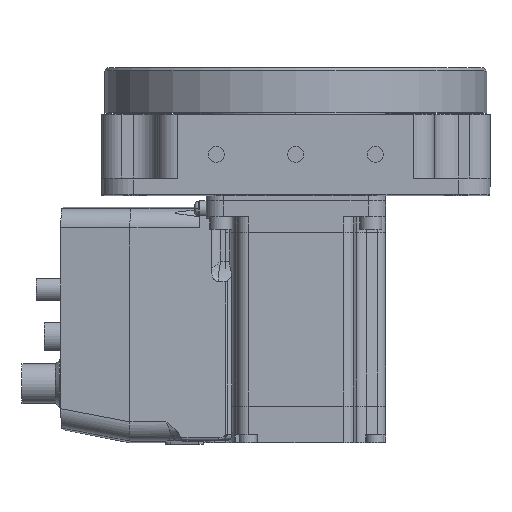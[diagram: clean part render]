
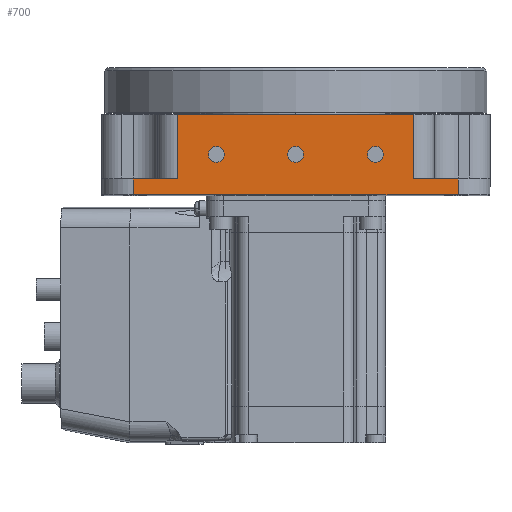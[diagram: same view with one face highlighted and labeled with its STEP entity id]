
A CAD part, top view. The second image highlights one B-rep face of the part: STEP entity #700.
In plain terms, the highlighted planar face has unit normal (0, 0, 1).
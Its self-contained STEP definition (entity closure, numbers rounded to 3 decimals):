
#263 = CARTESIAN_POINT ( 'NONE',  ( 37.1, 36.8, 61. ) ) ;
#700 = ADVANCED_FACE ( 'NONE', ( #1462, #5731, #22073, #5479 ), #20095, .F. ) ;
#775 = EDGE_CURVE ( 'NONE', #24686, #19200, #12309, .T. ) ;
#1424 = DIRECTION ( 'NONE',  ( 1., 0., 0. ) ) ;
#1462 = FACE_BOUND ( 'NONE', #23483, .T. ) ;
#1598 = VECTOR ( 'NONE', #17574, 1000. ) ;
#1904 = EDGE_CURVE ( 'NONE', #16666, #22816, #25009, .T. ) ;
#2078 = AXIS2_PLACEMENT_3D ( 'NONE', #6778, #2898, #15242 ) ;
#2898 = DIRECTION ( 'NONE',  ( 0., 0., 1. ) ) ;
#3542 = CIRCLE ( 'NONE', #24922, 2.5 ) ;
#4021 = EDGE_CURVE ( 'NONE', #15526, #24686, #15021, .T. ) ;
#4293 = VECTOR ( 'NONE', #25944, 1000. ) ;
#4329 = CARTESIAN_POINT ( 'NONE',  ( 27.5, 12.7, 61. ) ) ;
#4589 = DIRECTION ( 'NONE',  ( 1., 0., 0. ) ) ;
#4663 = CARTESIAN_POINT ( 'NONE',  ( 2.5, 12.7, 61. ) ) ;
#4800 = LINE ( 'NONE', #10456, #9732 ) ;
#4924 = EDGE_LOOP ( 'NONE', ( #9146, #23086 ) ) ;
#4971 = EDGE_CURVE ( 'NONE', #25186, #8296, #11209, .T. ) ;
#5193 = VECTOR ( 'NONE', #1424, 1000. ) ;
#5230 = LINE ( 'NONE', #17693, #19585 ) ;
#5274 = CARTESIAN_POINT ( 'NONE',  ( -37.1, 5., 61. ) ) ;
#5426 = AXIS2_PLACEMENT_3D ( 'NONE', #6594, #22931, #4589 ) ;
#5479 = FACE_OUTER_BOUND ( 'NONE', #23338, .T. ) ;
#5502 = ORIENTED_EDGE ( 'NONE', *, *, #14791, .F. ) ;
#5731 = FACE_BOUND ( 'NONE', #23719, .T. ) ;
#6091 = CARTESIAN_POINT ( 'NONE',  ( 22.5, 12.7, 61. ) ) ;
#6278 = DIRECTION ( 'NONE',  ( 0., 0., 1. ) ) ;
#6361 = VERTEX_POINT ( 'NONE', #4329 ) ;
#6594 = CARTESIAN_POINT ( 'NONE',  ( 25., 12.7, 61. ) ) ;
#6778 = CARTESIAN_POINT ( 'NONE',  ( 25., 12.7, 61. ) ) ;
#7365 = LINE ( 'NONE', #11413, #1598 ) ;
#7589 = DIRECTION ( 'NONE',  ( 0., 0., 1. ) ) ;
#7849 = AXIS2_PLACEMENT_3D ( 'NONE', #23014, #6278, #12602 ) ;
#8296 = VERTEX_POINT ( 'NONE', #4663 ) ;
#8496 = CARTESIAN_POINT ( 'NONE',  ( 0., 12.7, 61. ) ) ;
#8735 = CARTESIAN_POINT ( 'NONE',  ( -25., 12.7, 61. ) ) ;
#8887 = VECTOR ( 'NONE', #10175, 1000. ) ;
#8935 = CARTESIAN_POINT ( 'NONE',  ( -27.5, 12.7, 61. ) ) ;
#9146 = ORIENTED_EDGE ( 'NONE', *, *, #15811, .F. ) ;
#9526 = ORIENTED_EDGE ( 'NONE', *, *, #19504, .T. ) ;
#9634 = DIRECTION ( 'NONE',  ( -1., 0., 0. ) ) ;
#9649 = CARTESIAN_POINT ( 'NONE',  ( -51., 5., 61. ) ) ;
#9732 = VECTOR ( 'NONE', #17148, 1000. ) ;
#9740 = EDGE_CURVE ( 'NONE', #17215, #6361, #23796, .T. ) ;
#10175 = DIRECTION ( 'NONE',  ( 0., -1., 0. ) ) ;
#10446 = CARTESIAN_POINT ( 'NONE',  ( 51., 25.38, 61. ) ) ;
#10456 = CARTESIAN_POINT ( 'NONE',  ( -51., 0., 61. ) ) ;
#10806 = AXIS2_PLACEMENT_3D ( 'NONE', #19932, #7589, #13649 ) ;
#11209 = CIRCLE ( 'NONE', #24431, 2.5 ) ;
#11413 = CARTESIAN_POINT ( 'NONE',  ( -51., 25.38, 61. ) ) ;
#11534 = AXIS2_PLACEMENT_3D ( 'NONE', #21691, #13674, #9634 ) ;
#11668 = ORIENTED_EDGE ( 'NONE', *, *, #4021, .F. ) ;
#11939 = CARTESIAN_POINT ( 'NONE',  ( 37.1, 5., 61. ) ) ;
#12060 = ORIENTED_EDGE ( 'NONE', *, *, #22032, .F. ) ;
#12101 = ORIENTED_EDGE ( 'NONE', *, *, #9740, .F. ) ;
#12114 = ORIENTED_EDGE ( 'NONE', *, *, #4971, .F. ) ;
#12309 = LINE ( 'NONE', #263, #23913 ) ;
#12602 = DIRECTION ( 'NONE',  ( 1., 0., 0. ) ) ;
#13641 = CIRCLE ( 'NONE', #2078, 2.5 ) ;
#13649 = DIRECTION ( 'NONE',  ( 1., 0., 0. ) ) ;
#13674 = DIRECTION ( 'NONE',  ( 0., 0., -1. ) ) ;
#13876 = VECTOR ( 'NONE', #21561, 1000. ) ;
#14639 = DIRECTION ( 'NONE',  ( 0., 0., 1. ) ) ;
#14791 = EDGE_CURVE ( 'NONE', #8296, #25186, #18056, .T. ) ;
#15021 = LINE ( 'NONE', #21690, #13876 ) ;
#15242 = DIRECTION ( 'NONE',  ( 1., 0., 0. ) ) ;
#15361 = EDGE_CURVE ( 'NONE', #15997, #26395, #3542, .T. ) ;
#15526 = VERTEX_POINT ( 'NONE', #23444 ) ;
#15583 = VERTEX_POINT ( 'NONE', #9649 ) ;
#15811 = EDGE_CURVE ( 'NONE', #26395, #15997, #23233, .T. ) ;
#15997 = VERTEX_POINT ( 'NONE', #8935 ) ;
#16666 = VERTEX_POINT ( 'NONE', #24194 ) ;
#16820 = EDGE_CURVE ( 'NONE', #6361, #17215, #13641, .T. ) ;
#17148 = DIRECTION ( 'NONE',  ( 1., 0., 0. ) ) ;
#17215 = VERTEX_POINT ( 'NONE', #6091 ) ;
#17250 = CARTESIAN_POINT ( 'NONE',  ( 37.1, 5., 61. ) ) ;
#17377 = LINE ( 'NONE', #17250, #5193 ) ;
#17574 = DIRECTION ( 'NONE',  ( 0., -1., 0. ) ) ;
#17693 = CARTESIAN_POINT ( 'NONE',  ( -37.1, 5., 61. ) ) ;
#17731 = CARTESIAN_POINT ( 'NONE',  ( -2.5, 12.7, 61. ) ) ;
#17811 = LINE ( 'NONE', #25818, #4293 ) ;
#18056 = CIRCLE ( 'NONE', #10806, 2.5 ) ;
#18152 = DIRECTION ( 'NONE',  ( 0., 0., 1. ) ) ;
#18357 = CARTESIAN_POINT ( 'NONE',  ( 37.1, 25.38, 61. ) ) ;
#18424 = DIRECTION ( 'NONE',  ( 1., 0., 0. ) ) ;
#19063 = ORIENTED_EDGE ( 'NONE', *, *, #16820, .F. ) ;
#19200 = VERTEX_POINT ( 'NONE', #11939 ) ;
#19504 = EDGE_CURVE ( 'NONE', #15526, #21184, #17811, .T. ) ;
#19585 = VECTOR ( 'NONE', #21571, 1000. ) ;
#19631 = VERTEX_POINT ( 'NONE', #24471 ) ;
#19932 = CARTESIAN_POINT ( 'NONE',  ( 0., 12.7, 61. ) ) ;
#20095 = PLANE ( 'NONE',  #11534 ) ;
#20481 = DIRECTION ( 'NONE',  ( 0., -1., 0. ) ) ;
#20794 = CARTESIAN_POINT ( 'NONE',  ( 51., 0., 61. ) ) ;
#21180 = DIRECTION ( 'NONE',  ( 1., 0., 0. ) ) ;
#21184 = VERTEX_POINT ( 'NONE', #5274 ) ;
#21561 = DIRECTION ( 'NONE',  ( 1., 0., 0. ) ) ;
#21571 = DIRECTION ( 'NONE',  ( 1., 0., 0. ) ) ;
#21690 = CARTESIAN_POINT ( 'NONE',  ( -51., 25.38, 61. ) ) ;
#21691 = CARTESIAN_POINT ( 'NONE',  ( -51., 25.38, 61. ) ) ;
#22032 = EDGE_CURVE ( 'NONE', #19200, #16666, #17377, .T. ) ;
#22073 = FACE_BOUND ( 'NONE', #4924, .T. ) ;
#22816 = VERTEX_POINT ( 'NONE', #20794 ) ;
#22931 = DIRECTION ( 'NONE',  ( 0., 0., 1. ) ) ;
#23014 = CARTESIAN_POINT ( 'NONE',  ( -25., 12.7, 61. ) ) ;
#23057 = ORIENTED_EDGE ( 'NONE', *, *, #26015, .T. ) ;
#23086 = ORIENTED_EDGE ( 'NONE', *, *, #15361, .F. ) ;
#23108 = CARTESIAN_POINT ( 'NONE',  ( -22.5, 12.7, 61. ) ) ;
#23233 = CIRCLE ( 'NONE', #7849, 2.5 ) ;
#23338 = EDGE_LOOP ( 'NONE', ( #23971, #11668, #9526, #25118, #23715, #23057, #23890, #12060 ) ) ;
#23444 = CARTESIAN_POINT ( 'NONE',  ( -37.1, 25.38, 61. ) ) ;
#23483 = EDGE_LOOP ( 'NONE', ( #19063, #12101 ) ) ;
#23715 = ORIENTED_EDGE ( 'NONE', *, *, #25612, .T. ) ;
#23719 = EDGE_LOOP ( 'NONE', ( #5502, #12114 ) ) ;
#23796 = CIRCLE ( 'NONE', #5426, 2.5 ) ;
#23890 = ORIENTED_EDGE ( 'NONE', *, *, #1904, .F. ) ;
#23913 = VECTOR ( 'NONE', #20481, 1000. ) ;
#23971 = ORIENTED_EDGE ( 'NONE', *, *, #775, .F. ) ;
#24194 = CARTESIAN_POINT ( 'NONE',  ( 51., 5., 61. ) ) ;
#24431 = AXIS2_PLACEMENT_3D ( 'NONE', #8496, #18152, #18424 ) ;
#24471 = CARTESIAN_POINT ( 'NONE',  ( -51., 0., 61. ) ) ;
#24553 = EDGE_CURVE ( 'NONE', #15583, #21184, #5230, .T. ) ;
#24686 = VERTEX_POINT ( 'NONE', #18357 ) ;
#24922 = AXIS2_PLACEMENT_3D ( 'NONE', #8735, #14639, #21180 ) ;
#25009 = LINE ( 'NONE', #10446, #8887 ) ;
#25118 = ORIENTED_EDGE ( 'NONE', *, *, #24553, .F. ) ;
#25186 = VERTEX_POINT ( 'NONE', #17731 ) ;
#25612 = EDGE_CURVE ( 'NONE', #15583, #19631, #7365, .T. ) ;
#25818 = CARTESIAN_POINT ( 'NONE',  ( -37.1, 36.8, 61. ) ) ;
#25944 = DIRECTION ( 'NONE',  ( 0., -1., 0. ) ) ;
#26015 = EDGE_CURVE ( 'NONE', #19631, #22816, #4800, .T. ) ;
#26395 = VERTEX_POINT ( 'NONE', #23108 ) ;
